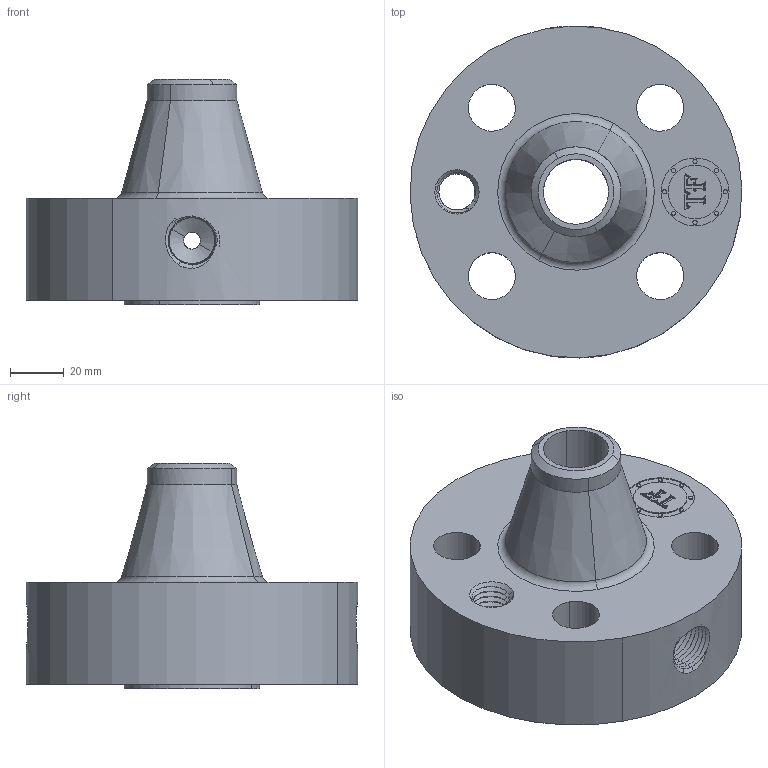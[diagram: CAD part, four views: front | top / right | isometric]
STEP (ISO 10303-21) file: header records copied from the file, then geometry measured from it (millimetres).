
FILE_DESCRIPTION(('3D STEP'),'2;1');
FILE_NAME('1-300-RF-WELD-NECK-XH-ORIF-FLANGE.stp','2013-10-20T16:13:09+00:00',('Texas Flange'),(''),'CATIA Version 5 Release 20 SP 6 (IN-10)','CATIA V5 STEP AP214','800-826-3801');
FILE_SCHEMA(('AUTOMOTIVE_DESIGN { 1 0 10303 214 1 1 1 1 }'));
Length unit declared in the file: inch
Products named in the file (1): 1-300-RF-WELD-NECK-XH-ORIF-FLANGE
Bounding box: 123.92 x 123.95 x 84.07 mm (x, y, z)
Volume: 428780.5 mm3; surface area: 63196.4 mm2
Topology: 1 solids, 1 shells, 764 faces, 2077 edges, 1334 vertices
Faces by surface type: plane 369, bspline 254, cylinder 87, cone 48, revolution 4, torus 2
Entity records: 32465 total; most frequent: CARTESIAN_POINT 13463, ORIENTED_EDGE 4154, EDGE_CURVE 2077, DIRECTION 2036, VERTEX_POINT 1334, VECTOR 1174, LINE 1174, B_SPLINE_CURVE_WITH_KNOTS 807
